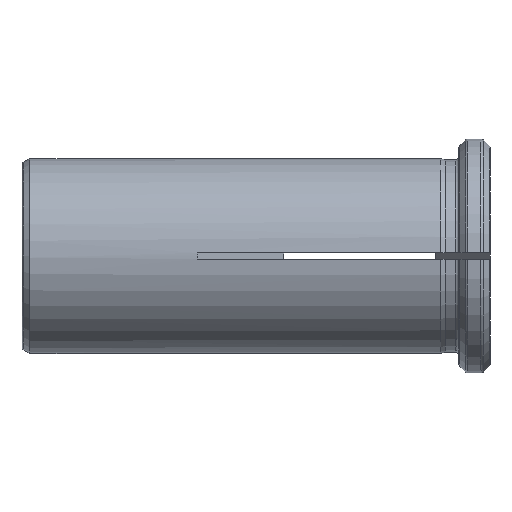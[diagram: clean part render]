
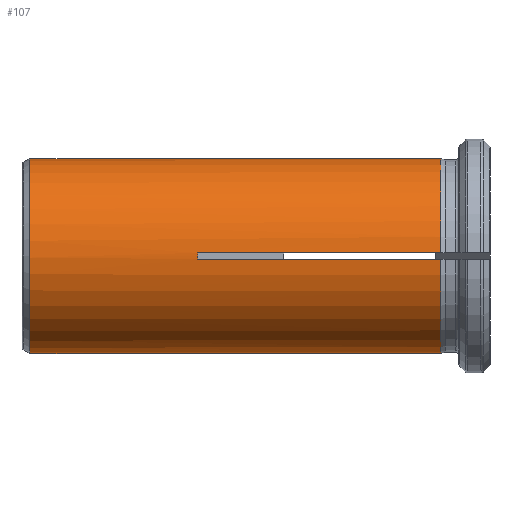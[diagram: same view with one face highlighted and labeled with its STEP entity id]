
A CAD part, front view. The second image highlights one B-rep face of the part: STEP entity #107.
In plain terms, the highlighted cylindrical face has radius 12.5 mm (diameter 25 mm), a full revolution.
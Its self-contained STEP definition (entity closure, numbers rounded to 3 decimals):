
#107=ADVANCED_FACE( '', ( #257, #258 ), #259, .T. );
#257=FACE_OUTER_BOUND( '', #420, .T. );
#258=FACE_OUTER_BOUND( '', #421, .T. );
#259=CYLINDRICAL_SURFACE( '', #422, 12.5 );
#420=EDGE_LOOP( '', ( #963 ) );
#421=EDGE_LOOP( '', ( #964, #965, #966, #967, #968, #969, #970, #971, #972, #973, #974, #975, #976, #977, #978, #979 ) );
#422=AXIS2_PLACEMENT_3D( '', #980, #981, #982 );
#963=ORIENTED_EDGE( '', *, *, #1230, .T. );
#964=ORIENTED_EDGE( '', *, *, #1258, .F. );
#965=ORIENTED_EDGE( '', *, *, #1254, .F. );
#966=ORIENTED_EDGE( '', *, *, #1087, .T. );
#967=ORIENTED_EDGE( '', *, *, #1269, .F. );
#968=ORIENTED_EDGE( '', *, *, #1094, .F. );
#969=ORIENTED_EDGE( '', *, *, #1244, .F. );
#970=ORIENTED_EDGE( '', *, *, #1253, .T. );
#971=ORIENTED_EDGE( '', *, *, #1206, .F. );
#972=ORIENTED_EDGE( '', *, *, #1117, .F. );
#973=ORIENTED_EDGE( '', *, *, #1238, .F. );
#974=ORIENTED_EDGE( '', *, *, #1242, .T. );
#975=ORIENTED_EDGE( '', *, *, #1211, .F. );
#976=ORIENTED_EDGE( '', *, *, #1235, .F. );
#977=ORIENTED_EDGE( '', *, *, #1231, .F. );
#978=ORIENTED_EDGE( '', *, *, #1150, .T. );
#979=ORIENTED_EDGE( '', *, *, #1170, .F. );
#980=CARTESIAN_POINT( '', ( -60., 0., 0. ) );
#981=DIRECTION( '', ( 1., 0., 0. ) );
#982=DIRECTION( '', ( 0., 0., 1. ) );
#1087=EDGE_CURVE( '', #1306, #1304, #1307, .F. );
#1094=EDGE_CURVE( '', #1317, #1320, #1321, .F. );
#1117=EDGE_CURVE( '', #1362, #1365, #1366, .F. );
#1150=EDGE_CURVE( '', #1431, #1429, #1432, .F. );
#1170=EDGE_CURVE( '', #1463, #1429, #1466, .F. );
#1206=EDGE_CURVE( '', #1365, #1518, #1519, .F. );
#1211=EDGE_CURVE( '', #1526, #1527, #1528, .F. );
#1230=EDGE_CURVE( '', #1558, #1558, #1559, .T. );
#1231=EDGE_CURVE( '', #1431, #1560, #1561, .T. );
#1235=EDGE_CURVE( '', #1560, #1526, #1566, .F. );
#1238=EDGE_CURVE( '', #1568, #1362, #1570, .T. );
#1242=EDGE_CURVE( '', #1568, #1527, #1575, .F. );
#1244=EDGE_CURVE( '', #1576, #1317, #1578, .T. );
#1253=EDGE_CURVE( '', #1576, #1518, #1592, .F. );
#1254=EDGE_CURVE( '', #1306, #1593, #1594, .T. );
#1258=EDGE_CURVE( '', #1593, #1463, #1599, .F. );
#1269=EDGE_CURVE( '', #1320, #1304, #1613, .F. );
#1304=VERTEX_POINT( '', #1685 );
#1306=VERTEX_POINT( '', #1690 );
#1307=LINE( '', #1691, #1692 );
#1317=VERTEX_POINT( '', #1709 );
#1320=VERTEX_POINT( '', #1713 );
#1321=LINE( '', #1714, #1715 );
#1362=VERTEX_POINT( '', #1816 );
#1365=VERTEX_POINT( '', #1820 );
#1366=LINE( '', #1821, #1822 );
#1429=VERTEX_POINT( '', #1972 );
#1431=VERTEX_POINT( '', #1977 );
#1432=LINE( '', #1978, #1979 );
#1463=VERTEX_POINT( '', #2018 );
#1466=CIRCLE( '', #2024, 12.5 );
#1518=VERTEX_POINT( '', #2101 );
#1519=CIRCLE( '', #2102, 12.5 );
#1526=VERTEX_POINT( '', #2114 );
#1527=VERTEX_POINT( '', #2115 );
#1528=CIRCLE( '', #2116, 12.5 );
#1558=VERTEX_POINT( '', #2178 );
#1559=CIRCLE( '', #2179, 12.5 );
#1560=VERTEX_POINT( '', #2180 );
#1561=ELLIPSE( '', #2181, 17.678, 12.5 );
#1566=LINE( '', #2189, #2190 );
#1568=VERTEX_POINT( '', #2193 );
#1570=ELLIPSE( '', #2196, 17.678, 12.5 );
#1575=LINE( '', #2204, #2205 );
#1576=VERTEX_POINT( '', #2206 );
#1578=ELLIPSE( '', #2209, 17.678, 12.5 );
#1592=LINE( '', #2247, #2248 );
#1593=VERTEX_POINT( '', #2249 );
#1594=ELLIPSE( '', #2250, 17.678, 12.5 );
#1599=LINE( '', #2258, #2259 );
#1613=CIRCLE( '', #2297, 12.5 );
#1685=CARTESIAN_POINT( '', ( -2.313, 12.494, -0.4 ) );
#1690=CARTESIAN_POINT( '', ( -33.494, 12.494, -0.4 ) );
#1691=CARTESIAN_POINT( '', ( -60., 12.494, -0.4 ) );
#1692=VECTOR( '', #2311, 1000. );
#1709=CARTESIAN_POINT( '', ( -33.494, 0.4, -12.494 ) );
#1713=CARTESIAN_POINT( '', ( -2.313, 0.4, -12.494 ) );
#1714=CARTESIAN_POINT( '', ( -60., 0.4, -12.494 ) );
#1715=VECTOR( '', #2320, 1000. );
#1816=CARTESIAN_POINT( '', ( -33.494, -12.494, -0.4 ) );
#1820=CARTESIAN_POINT( '', ( -2.313, -12.494, -0.4 ) );
#1821=CARTESIAN_POINT( '', ( -60., -12.494, -0.4 ) );
#1822=VECTOR( '', #2337, 1000. );
#1972=CARTESIAN_POINT( '', ( -2.313, 0.4, 12.494 ) );
#1977=CARTESIAN_POINT( '', ( -33.494, 0.4, 12.494 ) );
#1978=CARTESIAN_POINT( '', ( -60., 0.4, 12.494 ) );
#1979=VECTOR( '', #2356, 1000. );
#2018=CARTESIAN_POINT( '', ( -2.313, 12.494, 0.4 ) );
#2024=AXIS2_PLACEMENT_3D( '', #2398, #2399, #2400 );
#2101=CARTESIAN_POINT( '', ( -2.313, -0.4, -12.494 ) );
#2102=AXIS2_PLACEMENT_3D( '', #2477, #2478, #2479 );
#2114=CARTESIAN_POINT( '', ( -2.313, -0.4, 12.494 ) );
#2115=CARTESIAN_POINT( '', ( -2.313, -12.494, 0.4 ) );
#2116=AXIS2_PLACEMENT_3D( '', #2485, #2486, #2487 );
#2178=CARTESIAN_POINT( '', ( -54.986, 0., -12.5 ) );
#2179=AXIS2_PLACEMENT_3D( '', #2518, #2519, #2520 );
#2180=CARTESIAN_POINT( '', ( -33.494, -0.4, 12.494 ) );
#2181=AXIS2_PLACEMENT_3D( '', #2521, #2522, #2523 );
#2189=CARTESIAN_POINT( '', ( -60., -0.4, 12.494 ) );
#2190=VECTOR( '', #2527, 1000. );
#2193=CARTESIAN_POINT( '', ( -33.494, -12.494, 0.4 ) );
#2196=AXIS2_PLACEMENT_3D( '', #2530, #2531, #2532 );
#2204=CARTESIAN_POINT( '', ( -60., -12.494, 0.4 ) );
#2205=VECTOR( '', #2536, 1000. );
#2206=CARTESIAN_POINT( '', ( -33.494, -0.4, -12.494 ) );
#2209=AXIS2_PLACEMENT_3D( '', #2538, #2539, #2540 );
#2247=CARTESIAN_POINT( '', ( -60., -0.4, -12.494 ) );
#2248=VECTOR( '', #2544, 1000. );
#2249=CARTESIAN_POINT( '', ( -33.494, 12.494, 0.4 ) );
#2250=AXIS2_PLACEMENT_3D( '', #2545, #2546, #2547 );
#2258=CARTESIAN_POINT( '', ( -60., 12.494, 0.4 ) );
#2259=VECTOR( '', #2551, 1000. );
#2297=AXIS2_PLACEMENT_3D( '', #2565, #2566, #2567 );
#2311=DIRECTION( '', ( -1., 0., 0. ) );
#2320=DIRECTION( '', ( -1., 0., 0. ) );
#2337=DIRECTION( '', ( -1., 0., 0. ) );
#2356=DIRECTION( '', ( -1., 0., 0. ) );
#2398=CARTESIAN_POINT( '', ( -2.313, 0., 0. ) );
#2399=DIRECTION( '', ( -1., 0., 0. ) );
#2400=DIRECTION( '', ( 0., 0., 1. ) );
#2477=CARTESIAN_POINT( '', ( -2.313, 0., 0. ) );
#2478=DIRECTION( '', ( -1., 0., 0. ) );
#2479=DIRECTION( '', ( 0., 0., 1. ) );
#2485=CARTESIAN_POINT( '', ( -2.313, 0., 0. ) );
#2486=DIRECTION( '', ( -1., 0., 0. ) );
#2487=DIRECTION( '', ( 0., 0., 1. ) );
#2518=CARTESIAN_POINT( '', ( -54.986, 0., 0. ) );
#2519=DIRECTION( '', ( 1., 0., 0. ) );
#2520=DIRECTION( '', ( 0., 0., -1. ) );
#2521=CARTESIAN_POINT( '', ( -21., 0., 0. ) );
#2522=DIRECTION( '', ( 0.707, 0., 0.707 ) );
#2523=DIRECTION( '', ( -0.707, 0., 0.707 ) );
#2527=DIRECTION( '', ( -1., 0., 0. ) );
#2530=CARTESIAN_POINT( '', ( -21., 0., 0. ) );
#2531=DIRECTION( '', ( 0.707, -0.707, 0. ) );
#2532=DIRECTION( '', ( -0.707, -0.707, 0. ) );
#2536=DIRECTION( '', ( -1., 0., 0. ) );
#2538=CARTESIAN_POINT( '', ( -21., 0., 0. ) );
#2539=DIRECTION( '', ( 0.707, 0., -0.707 ) );
#2540=DIRECTION( '', ( -0.707, 0., -0.707 ) );
#2544=DIRECTION( '', ( -1., 0., 0. ) );
#2545=CARTESIAN_POINT( '', ( -21., 0., 0. ) );
#2546=DIRECTION( '', ( 0.707, 0.707, 0. ) );
#2547=DIRECTION( '', ( -0.707, 0.707, 0. ) );
#2551=DIRECTION( '', ( -1., 0., 0. ) );
#2565=CARTESIAN_POINT( '', ( -2.313, 0., 0. ) );
#2566=DIRECTION( '', ( -1., 0., 0. ) );
#2567=DIRECTION( '', ( 0., 0., 1. ) );
